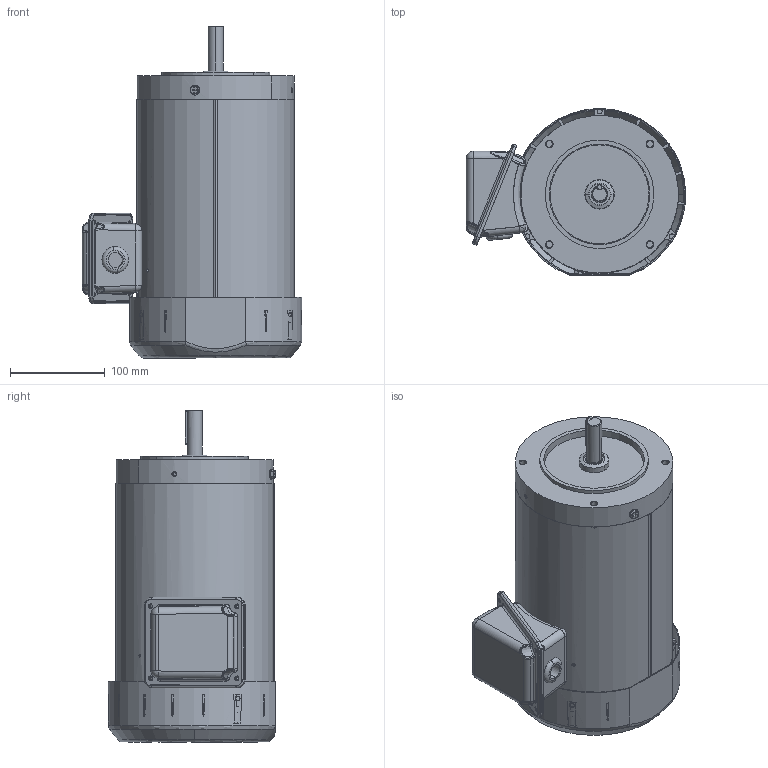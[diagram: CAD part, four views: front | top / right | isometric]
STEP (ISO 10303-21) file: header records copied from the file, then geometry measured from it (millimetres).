
FILE_DESCRIPTION (( 'STEP AP214' ), '1' );
FILE_NAME ('191560.00.STEP', '2021-11-09T16:31:56', ( '' ), ( '' ), 'SwSTEP 2.0', 'SolidWorks 2017', '' );
FILE_SCHEMA (( 'AUTOMOTIVE_DESIGN' ));
Length unit declared in the file: inch
Products named in the file (1): 191560.00
Bounding box: 231.09 x 175.97 x 349.57 mm (x, y, z)
Volume: 1388266.1 mm3; surface area: 651979 mm2
Topology: 17 solids, 17 shells, 2846 faces, 6971 edges, 4116 vertices
Faces by surface type: bspline 1280, cylinder 736, plane 470, cone 292, torus 57, sphere 11
Entity records: 143890 total; most frequent: CARTESIAN_POINT 85790, ORIENTED_EDGE 13718, DIRECTION 9971, EDGE_CURVE 6859, AXIS2_PLACEMENT_3D 4110, VERTEX_POINT 4109, EDGE_LOOP 3110, FACE_OUTER_BOUND 2846
